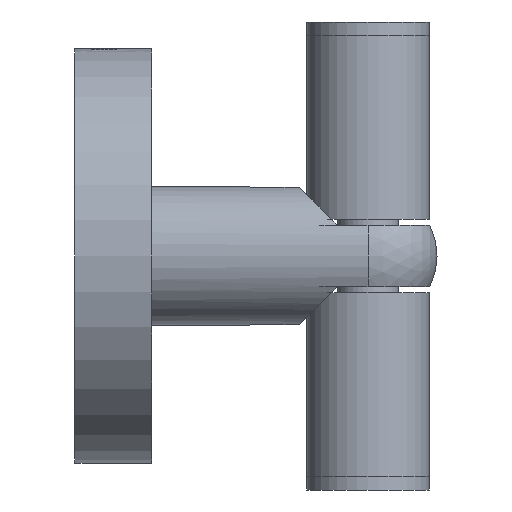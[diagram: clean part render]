
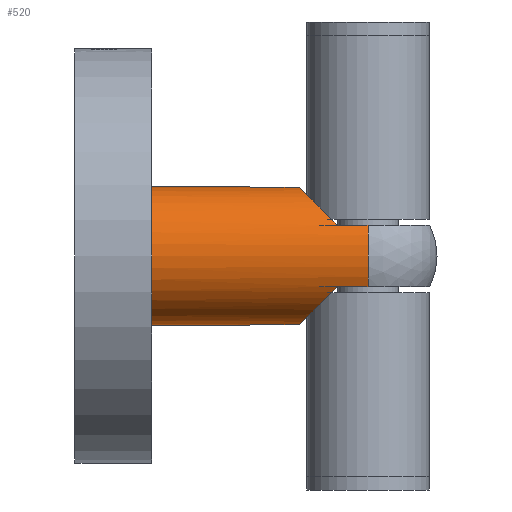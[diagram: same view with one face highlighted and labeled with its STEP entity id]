
A CAD part, front view. The second image highlights one B-rep face of the part: STEP entity #520.
In plain terms, the highlighted cylindrical face has radius 9 mm (diameter 18 mm), a full revolution.
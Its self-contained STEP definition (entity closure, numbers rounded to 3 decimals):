
#19=ELLIPSE('',#730,12.728,9.);
#20=ELLIPSE('',#739,12.728,9.);
#31=LINE('',#1173,#39);
#32=LINE('',#1177,#40);
#33=LINE('',#1189,#41);
#34=LINE('',#1193,#42);
#39=VECTOR('',#866,1000.);
#40=VECTOR('',#869,1000.);
#41=VECTOR('',#886,1000.);
#42=VECTOR('',#889,1000.);
#200=ORIENTED_EDGE('',*,*,#257,.F.);
#201=ORIENTED_EDGE('',*,*,#254,.T.);
#202=ORIENTED_EDGE('',*,*,#255,.T.);
#203=ORIENTED_EDGE('',*,*,#252,.F.);
#204=ORIENTED_EDGE('',*,*,#256,.F.);
#205=ORIENTED_EDGE('',*,*,#262,.T.);
#206=ORIENTED_EDGE('',*,*,#263,.T.);
#207=ORIENTED_EDGE('',*,*,#260,.F.);
#208=ORIENTED_EDGE('',*,*,#264,.T.);
#252=EDGE_CURVE('',#309,#311,#31,.F.);
#254=EDGE_CURVE('',#310,#312,#32,.F.);
#255=EDGE_CURVE('',#312,#311,#19,.F.);
#256=EDGE_CURVE('',#313,#309,#345,.T.);
#257=EDGE_CURVE('',#310,#314,#346,.T.);
#260=EDGE_CURVE('',#314,#316,#33,.F.);
#262=EDGE_CURVE('',#313,#317,#34,.F.);
#263=EDGE_CURVE('',#317,#316,#20,.T.);
#264=EDGE_CURVE('',#318,#318,#350,.F.);
#309=VERTEX_POINT('',#1171);
#310=VERTEX_POINT('',#1172);
#311=VERTEX_POINT('',#1174);
#312=VERTEX_POINT('',#1176);
#313=VERTEX_POINT('',#1182);
#314=VERTEX_POINT('',#1184);
#316=VERTEX_POINT('',#1190);
#317=VERTEX_POINT('',#1192);
#318=VERTEX_POINT('',#1198);
#345=CIRCLE('',#732,9.);
#346=CIRCLE('',#733,9.);
#350=CIRCLE('',#741,9.);
#407=EDGE_LOOP('',(#200,#201,#202,#203,#204,#205,#206,#207));
#408=EDGE_LOOP('',(#208));
#467=FACE_BOUND('',#407,.T.);
#468=FACE_BOUND('',#408,.T.);
#485=CYLINDRICAL_SURFACE('',#740,9.);
#520=ADVANCED_FACE('',(#467,#468),#485,.T.);
#730=AXIS2_PLACEMENT_3D('',#1179,#872,#873);
#732=AXIS2_PLACEMENT_3D('',#1181,#876,#877);
#733=AXIS2_PLACEMENT_3D('',#1183,#878,#879);
#739=AXIS2_PLACEMENT_3D('',#1195,#892,#893);
#740=AXIS2_PLACEMENT_3D('',#1196,#894,#895);
#741=AXIS2_PLACEMENT_3D('',#1197,#896,#897);
#866=DIRECTION('',(1.,0.,0.));
#869=DIRECTION('',(1.,0.,0.));
#872=DIRECTION('',(0.707,0.,0.707));
#873=DIRECTION('',(-0.707,0.,0.707));
#876=DIRECTION('',(1.,0.,0.));
#877=DIRECTION('',(0.,0.896,-0.444));
#878=DIRECTION('',(1.,0.,0.));
#879=DIRECTION('',(0.,-1.,0.));
#886=DIRECTION('',(1.,0.,0.));
#889=DIRECTION('',(1.,0.,0.));
#892=DIRECTION('',(-0.707,0.,0.707));
#893=DIRECTION('',(0.707,0.,0.707));
#894=DIRECTION('',(1.,0.,0.));
#895=DIRECTION('',(0.,1.,0.));
#896=DIRECTION('',(-1.,0.,0.));
#897=DIRECTION('',(0.,-1.,0.));
#1171=CARTESIAN_POINT('',(38.2,8.062,4.));
#1172=CARTESIAN_POINT('',(38.2,-8.062,4.));
#1173=CARTESIAN_POINT('',(49.06,8.062,4.));
#1174=CARTESIAN_POINT('',(34.2,8.062,4.));
#1176=CARTESIAN_POINT('',(34.2,-8.062,4.));
#1177=CARTESIAN_POINT('',(49.06,-8.062,4.));
#1179=CARTESIAN_POINT('',(38.2,0.,0.));
#1181=CARTESIAN_POINT('',(38.2,0.,0.));
#1182=CARTESIAN_POINT('',(38.2,8.062,-4.));
#1183=CARTESIAN_POINT('',(38.2,0.,0.));
#1184=CARTESIAN_POINT('',(38.2,-8.062,-4.));
#1189=CARTESIAN_POINT('',(49.06,-8.062,-4.));
#1190=CARTESIAN_POINT('',(34.2,-8.062,-4.));
#1192=CARTESIAN_POINT('',(34.2,8.062,-4.));
#1193=CARTESIAN_POINT('',(49.06,8.062,-4.));
#1195=CARTESIAN_POINT('',(38.2,0.,0.));
#1196=CARTESIAN_POINT('',(49.06,0.,0.));
#1197=CARTESIAN_POINT('',(10.,0.,0.));
#1198=CARTESIAN_POINT('',(10.,-9.,0.));
